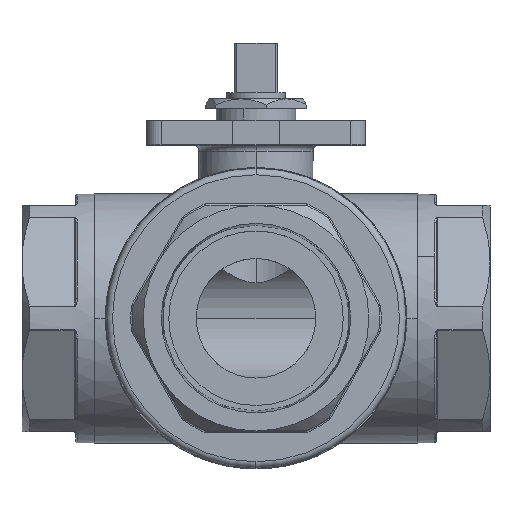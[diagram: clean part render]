
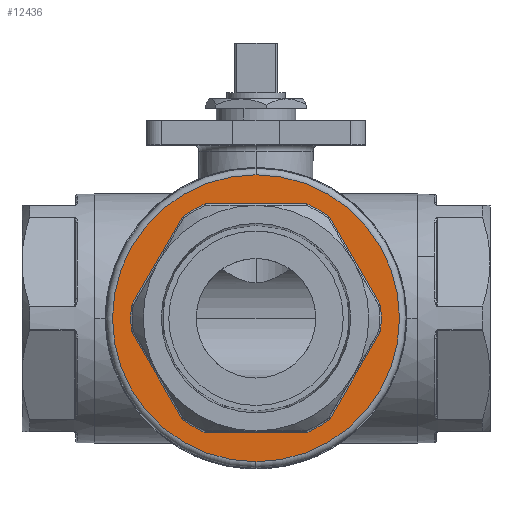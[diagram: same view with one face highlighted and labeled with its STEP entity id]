
A CAD part, top view. The second image highlights one B-rep face of the part: STEP entity #12436.
In plain terms, the highlighted planar face has unit normal (0, 0, 1).
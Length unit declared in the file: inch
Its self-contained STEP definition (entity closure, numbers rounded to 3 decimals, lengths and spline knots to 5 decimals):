
#341 = VERTEX_POINT ( 'NONE', #4554 ) ;
#345 = VECTOR ( 'NONE', #2420, 39.37008 ) ;
#522 = CIRCLE ( 'NONE', #5138, 1.57 ) ;
#652 = DIRECTION ( 'NONE',  ( 0., 1., 0. ) ) ;
#773 = ORIENTED_EDGE ( 'NONE', *, *, #4067, .T. ) ;
#857 = VECTOR ( 'NONE', #6409, 39.37008 ) ;
#956 = EDGE_CURVE ( 'NONE', #10336, #5336, #1789, .T. ) ;
#1134 = VERTEX_POINT ( 'NONE', #10383 ) ;
#1335 = CIRCLE ( 'NONE', #11875, 1.57 ) ;
#1367 = VECTOR ( 'NONE', #8409, 39.37008 ) ;
#1368 = CARTESIAN_POINT ( 'NONE',  ( -1.19993, -0.5928, 1.74977 ) ) ;
#1545 = AXIS2_PLACEMENT_3D ( 'NONE', #8355, #14320, #652 ) ;
#1713 = EDGE_CURVE ( 'NONE', #13320, #11272, #522, .T. ) ;
#1789 = CIRCLE ( 'NONE', #1545, 1.57 ) ;
#2153 = EDGE_CURVE ( 'NONE', #3573, #4386, #10813, .T. ) ;
#2322 = CARTESIAN_POINT ( 'NONE',  ( -1.19993, 0.8422, 1.74977 ) ) ;
#2420 = DIRECTION ( 'NONE',  ( 0.5, 0.866, 0. ) ) ;
#2463 = CARTESIAN_POINT ( 'NONE',  ( 0.04282, 0.1247, 1.74977 ) ) ;
#2932 = DIRECTION ( 'NONE',  ( 0., 1., 0. ) ) ;
#3069 = CARTESIAN_POINT ( 'NONE',  ( -0.88147, 1.39379, 1.74977 ) ) ;
#3377 = LINE ( 'NONE', #5764, #1367 ) ;
#3468 = CARTESIAN_POINT ( 'NONE',  ( 0.04282, 0.1247, 1.74977 ) ) ;
#3573 = VERTEX_POINT ( 'NONE', #5383 ) ;
#3736 = ORIENTED_EDGE ( 'NONE', *, *, #8666, .T. ) ;
#3800 = DIRECTION ( 'NONE',  ( 0., 0., -1. ) ) ;
#3815 = VERTEX_POINT ( 'NONE', #11525 ) ;
#3838 = CARTESIAN_POINT ( 'NONE',  ( 1.60403, -0.04121, 1.74977 ) ) ;
#4067 = EDGE_CURVE ( 'NONE', #341, #8721, #4900, .T. ) ;
#4284 = DIRECTION ( 'NONE',  ( 0., 0., 1. ) ) ;
#4386 = VERTEX_POINT ( 'NONE', #3838 ) ;
#4498 = DIRECTION ( 'NONE',  ( 0., 0., -1. ) ) ;
#4554 = CARTESIAN_POINT ( 'NONE',  ( 0.04282, 1.9247, 1.74977 ) ) ;
#4664 = LINE ( 'NONE', #2322, #345 ) ;
#4722 = CARTESIAN_POINT ( 'NONE',  ( -1.51839, -0.04121, 1.74977 ) ) ;
#4835 = CARTESIAN_POINT ( 'NONE',  ( 1.28556, 0.8422, 1.74977 ) ) ;
#4864 = VERTEX_POINT ( 'NONE', #8985 ) ;
#4879 = VERTEX_POINT ( 'NONE', #6504 ) ;
#4900 = CIRCLE ( 'NONE', #10021, 1.8 ) ;
#4948 = ORIENTED_EDGE ( 'NONE', *, *, #8138, .T. ) ;
#5044 = DIRECTION ( 'NONE',  ( 0., 1., 0. ) ) ;
#5138 = AXIS2_PLACEMENT_3D ( 'NONE', #6110, #3800, #11046 ) ;
#5198 = CIRCLE ( 'NONE', #14196, 1.8 ) ;
#5336 = VERTEX_POINT ( 'NONE', #15211 ) ;
#5383 = CARTESIAN_POINT ( 'NONE',  ( 1.60403, 0.2906, 1.74977 ) ) ;
#5459 = DIRECTION ( 'NONE',  ( -1., 0., 0. ) ) ;
#5715 = LINE ( 'NONE', #4835, #10848 ) ;
#5764 = CARTESIAN_POINT ( 'NONE',  ( 1.28556, -0.5928, 1.74977 ) ) ;
#5947 = VERTEX_POINT ( 'NONE', #8458 ) ;
#6110 = CARTESIAN_POINT ( 'NONE',  ( 0.04282, 0.1247, 1.74977 ) ) ;
#6323 = ORIENTED_EDGE ( 'NONE', *, *, #2153, .T. ) ;
#6369 = EDGE_LOOP ( 'NONE', ( #773, #13541 ) ) ;
#6409 = DIRECTION ( 'NONE',  ( -0.5, 0.866, 0. ) ) ;
#6504 = CARTESIAN_POINT ( 'NONE',  ( 0.9671, -1.1444, 1.74977 ) ) ;
#6509 = LINE ( 'NONE', #1368, #857 ) ;
#6516 = DIRECTION ( 'NONE',  ( 1., 0., 0. ) ) ;
#7090 = ORIENTED_EDGE ( 'NONE', *, *, #15344, .T. ) ;
#7199 = AXIS2_PLACEMENT_3D ( 'NONE', #3468, #9243, #8055 ) ;
#7212 = CARTESIAN_POINT ( 'NONE',  ( 0.67974, 1.5597, 1.74977 ) ) ;
#7341 = LINE ( 'NONE', #15030, #15404 ) ;
#7354 = DIRECTION ( 'NONE',  ( 0., 0., -1. ) ) ;
#7378 = FACE_OUTER_BOUND ( 'NONE', #6369, .T. ) ;
#7475 = FACE_BOUND ( 'NONE', #15055, .T. ) ;
#7519 = CIRCLE ( 'NONE', #14179, 1.57 ) ;
#8037 = LINE ( 'NONE', #11593, #8461 ) ;
#8055 = DIRECTION ( 'NONE',  ( 0., 1., 0. ) ) ;
#8138 = EDGE_CURVE ( 'NONE', #5947, #3573, #5715, .T. ) ;
#8240 = ORIENTED_EDGE ( 'NONE', *, *, #14536, .T. ) ;
#8340 = EDGE_CURVE ( 'NONE', #8721, #341, #5198, .T. ) ;
#8355 = CARTESIAN_POINT ( 'NONE',  ( 0.04282, 0.1247, 1.74977 ) ) ;
#8409 = DIRECTION ( 'NONE',  ( -0.5, -0.866, 0. ) ) ;
#8458 = CARTESIAN_POINT ( 'NONE',  ( 0.9671, 1.39379, 1.74977 ) ) ;
#8461 = VECTOR ( 'NONE', #5459, 39.37008 ) ;
#8535 = DIRECTION ( 'NONE',  ( 0.5, -0.866, 0. ) ) ;
#8638 = DIRECTION ( 'NONE',  ( 0., 1., 0. ) ) ;
#8666 = EDGE_CURVE ( 'NONE', #4386, #4879, #3377, .T. ) ;
#8699 = ORIENTED_EDGE ( 'NONE', *, *, #12260, .T. ) ;
#8708 = AXIS2_PLACEMENT_3D ( 'NONE', #12905, #14174, #2932 ) ;
#8721 = VERTEX_POINT ( 'NONE', #9384 ) ;
#8896 = DIRECTION ( 'NONE',  ( 0., 0., 1. ) ) ;
#8985 = CARTESIAN_POINT ( 'NONE',  ( 0.67974, -1.3103, 1.74977 ) ) ;
#9228 = EDGE_CURVE ( 'NONE', #1134, #10336, #6509, .T. ) ;
#9243 = DIRECTION ( 'NONE',  ( 0., 0., -1. ) ) ;
#9384 = CARTESIAN_POINT ( 'NONE',  ( 0.04282, -1.6753, 1.74977 ) ) ;
#9865 = CARTESIAN_POINT ( 'NONE',  ( 0.04282, 0.1247, 1.74977 ) ) ;
#10021 = AXIS2_PLACEMENT_3D ( 'NONE', #12401, #12163, #14779 ) ;
#10336 = VERTEX_POINT ( 'NONE', #4722 ) ;
#10383 = CARTESIAN_POINT ( 'NONE',  ( -0.88147, -1.1444, 1.74977 ) ) ;
#10813 = CIRCLE ( 'NONE', #7199, 1.57 ) ;
#10848 = VECTOR ( 'NONE', #8535, 39.37008 ) ;
#10901 = CARTESIAN_POINT ( 'NONE',  ( -0.59411, 1.5597, 1.74977 ) ) ;
#10942 = EDGE_CURVE ( 'NONE', #12311, #5947, #14364, .T. ) ;
#11046 = DIRECTION ( 'NONE',  ( 0., 1., 0. ) ) ;
#11234 = ORIENTED_EDGE ( 'NONE', *, *, #9228, .T. ) ;
#11272 = VERTEX_POINT ( 'NONE', #10901 ) ;
#11445 = CARTESIAN_POINT ( 'NONE',  ( 0.04282, 0.1247, 1.74977 ) ) ;
#11486 = ORIENTED_EDGE ( 'NONE', *, *, #956, .T. ) ;
#11525 = CARTESIAN_POINT ( 'NONE',  ( -0.59411, -1.3103, 1.74977 ) ) ;
#11590 = CARTESIAN_POINT ( 'NONE',  ( 0.04282, 0.1247, 1.74977 ) ) ;
#11593 = CARTESIAN_POINT ( 'NONE',  ( 0.04282, -1.3103, 1.74977 ) ) ;
#11875 = AXIS2_PLACEMENT_3D ( 'NONE', #2463, #7354, #8638 ) ;
#11982 = ORIENTED_EDGE ( 'NONE', *, *, #13530, .T. ) ;
#12163 = DIRECTION ( 'NONE',  ( 0., 0., 1. ) ) ;
#12260 = EDGE_CURVE ( 'NONE', #4864, #3815, #8037, .T. ) ;
#12311 = VERTEX_POINT ( 'NONE', #7212 ) ;
#12401 = CARTESIAN_POINT ( 'NONE',  ( 0.04282, 0.1247, 1.74977 ) ) ;
#12436 = ADVANCED_FACE ( 'NONE', ( #7475, #7378 ), #14845, .T. ) ;
#12494 = ORIENTED_EDGE ( 'NONE', *, *, #12977, .T. ) ;
#12905 = CARTESIAN_POINT ( 'NONE',  ( 0.04282, 0.1247, 1.74977 ) ) ;
#12977 = EDGE_CURVE ( 'NONE', #11272, #12311, #7341, .T. ) ;
#13320 = VERTEX_POINT ( 'NONE', #3069 ) ;
#13530 = EDGE_CURVE ( 'NONE', #3815, #1134, #7519, .T. ) ;
#13541 = ORIENTED_EDGE ( 'NONE', *, *, #8340, .T. ) ;
#13685 = ORIENTED_EDGE ( 'NONE', *, *, #10942, .T. ) ;
#13693 = ORIENTED_EDGE ( 'NONE', *, *, #1713, .T. ) ;
#14075 = DIRECTION ( 'NONE',  ( 0., 1., 0. ) ) ;
#14125 = AXIS2_PLACEMENT_3D ( 'NONE', #9865, #8896, #5044 ) ;
#14174 = DIRECTION ( 'NONE',  ( 0., 0., -1. ) ) ;
#14179 = AXIS2_PLACEMENT_3D ( 'NONE', #11590, #4498, #15313 ) ;
#14196 = AXIS2_PLACEMENT_3D ( 'NONE', #11445, #4284, #14075 ) ;
#14320 = DIRECTION ( 'NONE',  ( 0., 0., -1. ) ) ;
#14364 = CIRCLE ( 'NONE', #8708, 1.57 ) ;
#14536 = EDGE_CURVE ( 'NONE', #4879, #4864, #1335, .T. ) ;
#14779 = DIRECTION ( 'NONE',  ( 0., 1., 0. ) ) ;
#14845 = PLANE ( 'NONE',  #14125 ) ;
#15030 = CARTESIAN_POINT ( 'NONE',  ( 0.04282, 1.5597, 1.74977 ) ) ;
#15055 = EDGE_LOOP ( 'NONE', ( #11234, #11486, #7090, #13693, #12494, #13685, #4948, #6323, #3736, #8240, #8699, #11982 ) ) ;
#15211 = CARTESIAN_POINT ( 'NONE',  ( -1.51839, 0.2906, 1.74977 ) ) ;
#15313 = DIRECTION ( 'NONE',  ( 0., 1., 0. ) ) ;
#15344 = EDGE_CURVE ( 'NONE', #5336, #13320, #4664, .T. ) ;
#15404 = VECTOR ( 'NONE', #6516, 39.37008 ) ;
